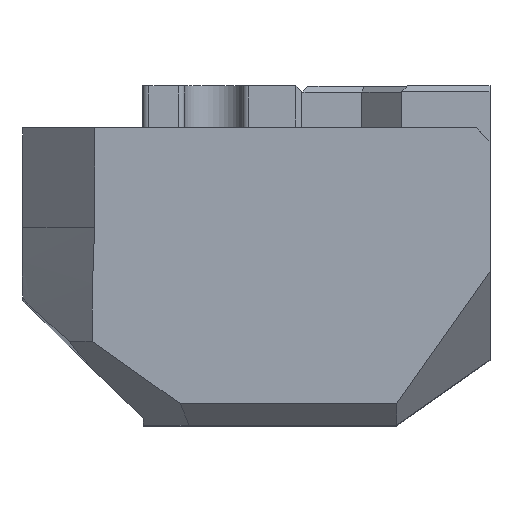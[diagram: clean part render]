
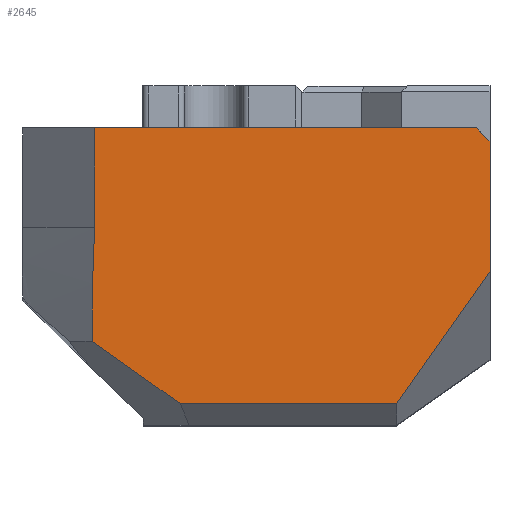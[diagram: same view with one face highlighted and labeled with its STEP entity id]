
A CAD part, top view. The second image highlights one B-rep face of the part: STEP entity #2645.
In plain terms, the highlighted planar face has unit normal (0, 0, 1).
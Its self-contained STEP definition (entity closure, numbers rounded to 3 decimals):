
#50=(
BOUNDED_CURVE()
B_SPLINE_CURVE(2,(#3892,#3893,#3894),.UNSPECIFIED.,.F.,.F.)
B_SPLINE_CURVE_WITH_KNOTS((3,3),(219.865,246.593),
 .UNSPECIFIED.)
CURVE()
GEOMETRIC_REPRESENTATION_ITEM()
RATIONAL_B_SPLINE_CURVE((22.807,22.781,22.427))
REPRESENTATION_ITEM('')
);
#159=B_SPLINE_CURVE_WITH_KNOTS('',3,(#3885,#3886,#3887,#3888,#3889,#3890),
 .UNSPECIFIED.,.F.,.F.,(4,2,4),(0.01,0.505,1.01),
 .UNSPECIFIED.);
#188=FACE_OUTER_BOUND('',#337,.T.);
#337=EDGE_LOOP('',(#1789,#1790,#1791,#1792,#1793,#1794,#1795,#1796));
#501=LINE('',#3857,#796);
#506=LINE('',#3867,#801);
#511=LINE('',#3877,#806);
#513=LINE('',#3881,#808);
#514=LINE('',#3883,#809);
#515=LINE('',#3895,#810);
#796=VECTOR('',#3079,10.);
#801=VECTOR('',#3086,10.);
#806=VECTOR('',#3093,10.);
#808=VECTOR('',#3097,10.);
#809=VECTOR('',#3098,10.);
#810=VECTOR('',#3099,10.);
#1097=VERTEX_POINT('',#3854);
#1098=VERTEX_POINT('',#3856);
#1102=VERTEX_POINT('',#3865);
#1106=VERTEX_POINT('',#3876);
#1107=VERTEX_POINT('',#3880);
#1108=VERTEX_POINT('',#3882);
#1109=VERTEX_POINT('',#3884);
#1110=VERTEX_POINT('',#3891);
#1362=EDGE_CURVE('',#1098,#1097,#501,.T.);
#1367=EDGE_CURVE('',#1097,#1102,#506,.T.);
#1372=EDGE_CURVE('',#1106,#1098,#511,.F.);
#1374=EDGE_CURVE('',#1107,#1102,#513,.T.);
#1375=EDGE_CURVE('',#1108,#1107,#514,.F.);
#1376=EDGE_CURVE('',#1109,#1108,#159,.T.);
#1377=EDGE_CURVE('',#1110,#1109,#50,.F.);
#1378=EDGE_CURVE('',#1110,#1106,#515,.T.);
#1789=ORIENTED_EDGE('',*,*,#1362,.T.);
#1790=ORIENTED_EDGE('',*,*,#1367,.T.);
#1791=ORIENTED_EDGE('',*,*,#1374,.F.);
#1792=ORIENTED_EDGE('',*,*,#1375,.F.);
#1793=ORIENTED_EDGE('',*,*,#1376,.F.);
#1794=ORIENTED_EDGE('',*,*,#1377,.F.);
#1795=ORIENTED_EDGE('',*,*,#1378,.T.);
#1796=ORIENTED_EDGE('',*,*,#1372,.T.);
#2544=PLANE('',#2816);
#2645=ADVANCED_FACE('',(#188),#2544,.T.);
#2816=AXIS2_PLACEMENT_3D('',#3879,#3095,#3096);
#3079=DIRECTION('',(0.577,0.816,0.));
#3086=DIRECTION('',(0.,1.,0.));
#3093=DIRECTION('',(-1.,0.,0.));
#3095=DIRECTION('center_axis',(0.,0.,
1.));
#3096=DIRECTION('ref_axis',(1.,0.,0.));
#3097=DIRECTION('',(0.707,-0.707,0.));
#3098=DIRECTION('',(-1.,0.,0.));
#3099=DIRECTION('',(0.816,-0.577,0.));
#3854=CARTESIAN_POINT('',(129.286,143.195,7.4));
#3856=CARTESIAN_POINT('',(119.882,129.895,7.4));
#3857=CARTESIAN_POINT('',(123.386,134.852,7.4));
#3865=CARTESIAN_POINT('',(129.286,156.253,7.4));
#3867=CARTESIAN_POINT('',(129.286,144.443,7.4));
#3876=CARTESIAN_POINT('',(98.108,129.895,7.4));
#3877=CARTESIAN_POINT('',(106.49,129.895,7.4));
#3879=CARTESIAN_POINT('Origin',(106.066,143.23,7.4));
#3880=CARTESIAN_POINT('',(127.886,157.653,7.4));
#3881=CARTESIAN_POINT('',(126.136,159.402,7.4));
#3882=CARTESIAN_POINT('',(89.496,157.653,7.4));
#3883=CARTESIAN_POINT('',(113.321,157.653,7.4));
#3884=CARTESIAN_POINT('',(89.496,147.653,7.4));
#3885=CARTESIAN_POINT('Ctrl Pts',(89.496,147.653,7.4));
#3886=CARTESIAN_POINT('Ctrl Pts',(89.496,149.303,7.4));
#3887=CARTESIAN_POINT('Ctrl Pts',(89.496,150.953,7.4));
#3888=CARTESIAN_POINT('Ctrl Pts',(89.496,154.286,7.4));
#3889=CARTESIAN_POINT('Ctrl Pts',(89.496,155.969,7.4));
#3890=CARTESIAN_POINT('Ctrl Pts',(89.496,157.653,7.4));
#3891=CARTESIAN_POINT('',(89.26,136.152,7.4));
#3892=CARTESIAN_POINT('Ctrl Pts',(89.496,147.653,7.4));
#3893=CARTESIAN_POINT('Ctrl Pts',(89.187,142.01,7.4));
#3894=CARTESIAN_POINT('Ctrl Pts',(89.26,136.152,7.4));
#3895=CARTESIAN_POINT('',(97.26,130.495,7.4));
